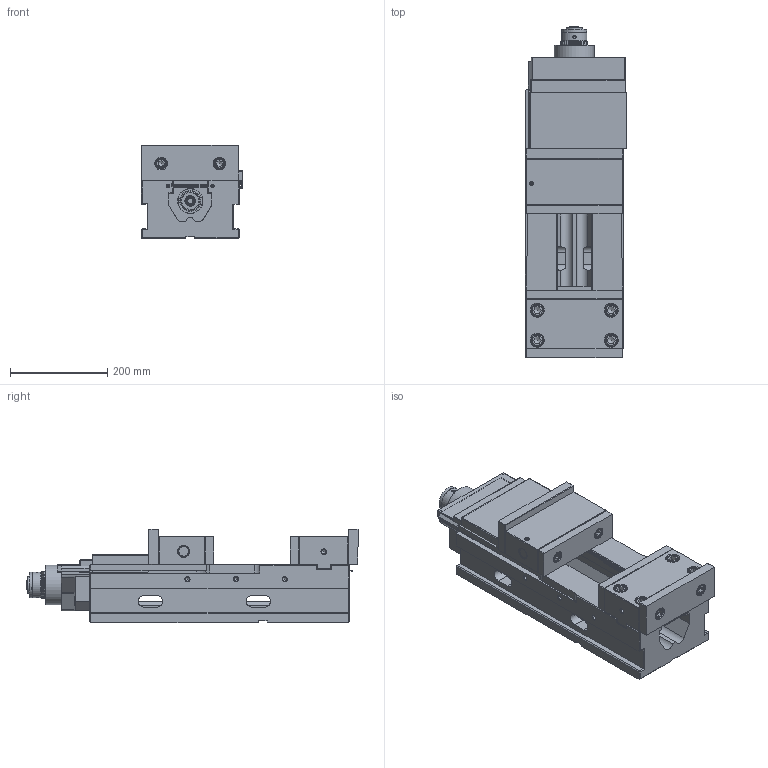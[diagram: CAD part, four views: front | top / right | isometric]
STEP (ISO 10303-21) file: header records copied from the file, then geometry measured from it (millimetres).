
FILE_DESCRIPTION(/* description */ (''),/* implementation_level */ '2;1');
FILE_NAME(/* name */ '3AVQ-200.stp',/* time_stamp */ '2015-09-16T08:40:11+08:00',/* author */ ('user'),/* organization */ (''),/* preprocessor_version */ 'ST-DEVELOPER v15.2',/* originating_system */ 'Autodesk Inventor 2014',/* authorisation */ '');
FILE_SCHEMA (('AUTOMOTIVE_DESIGN { 1 0 10303 214 3 1 1 }'));
Length unit declared in the file: millimetre
Products named in the file (42): 3AVQ810101; AVQ830102; AVQ8303; ALQ6A13-內防塵片之2; 3AVQ840101; 3AVQ840201; 3AVQ840301; JIS B 1176 - M16 x 65; ISO 2338 - 6 m6 x 12 - A(1); ANSI B18.3.1M - M12x1.75 x 45(2); ALQ8103-螺桿固定塊; ob1672; AVQ6104-盤片墊片; ALQ8102-間隔片; ALQ8705-螺母; ALQ8704-子螺桿; OB1541-彈簧; ALQ6735-----; ALQ6732-承接套筒; ALQ6731-調節塊; ALQ6737-防塵橡膠; ALQ6736-防塵墊片; ANSI B18.3.1M - M12x1.75 x 30(1); ANSI B18.3.1M - M14x2 x 35(2); ANSI B18.3.1M - M12x1.75 x 60(1); ALQ8A01-防塵蓋; AVQ6750-調壓組固定塊; ANSI B18.3.1M - M6x1 x 35(2); ANSI B18.3.1M - M3x0.5 x 8(2); JIS B 1177 扁圓端 - M6 x 8; JIS B 1177 平端 - M8 x 16; ANSI B18.3.4M - M6 x 1 x 8(2); ALQ16505-防塵螺絲; 3AVQ830201; 3AVQ8A0301; AVQ8A0201; 3AVQ8A0101; ANSI B18.3.4M - M6 x 1 x 8(1); AVQ6A09-銅墊片之二; JIS B 1111 - A M4 x 6 - H(1) ...
Bounding box: 209.17 x 683.4 x 193 mm (x, y, z)
Volume: 11923927.1 mm3; surface area: 1535127.6 mm2
Topology: 69 solids, 69 shells, 1995 faces, 4730 edges, 2940 vertices
Faces by surface type: plane 1129, cylinder 390, cone 335, torus 84, bspline 48, sphere 9
Full cylindrical faces by diameter (mm): 2.459 x2, 3 x2, 3.242 x6, 3.3 x2, 3.571 x6, 4 x6, 4.134 x1, 4.5 x6, 4.917 x12, 5.5 x2, 6 x14, 6.3 x1, 6.5 x1, 6.6 x2, 6.647 x1, 6.8 x1, 7 x1, 8 x1, 8.376 x8, 9 x2, 10 x3, 10.106 x6, 10.3 x3, 10.5 x2, 11 x2, 11.835 x2, 12 x12, 12.647 x1, 13 x2, 13.5 x4
Entity records: 44029 total; most frequent: CARTESIAN_POINT 9986, DIRECTION 7020, ORIENTED_EDGE 6278, EDGE_CURVE 3139, AXIS2_PLACEMENT_3D 2529, VERTEX_POINT 2169, EDGE_LOOP 2076, LINE 1962
